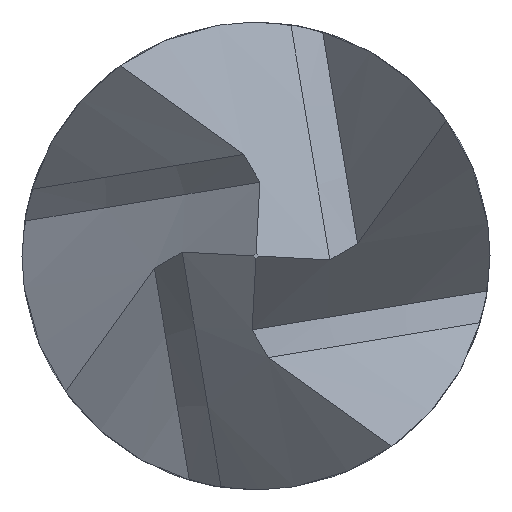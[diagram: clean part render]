
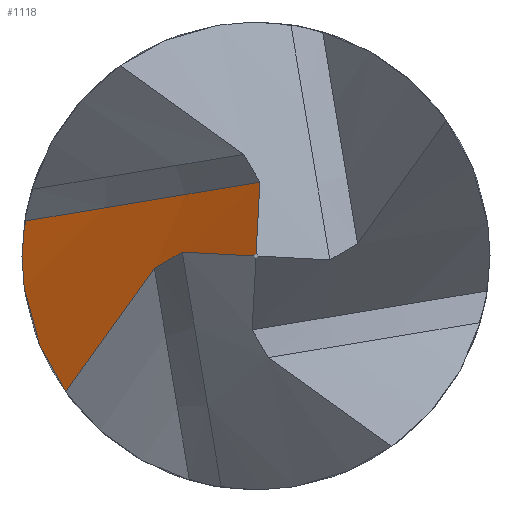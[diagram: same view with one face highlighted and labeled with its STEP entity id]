
A CAD part, left-side view. The second image highlights one B-rep face of the part: STEP entity #1118.
In plain terms, the highlighted free-form (B-spline) face has degree [1, 3] with [2, 4] control points.
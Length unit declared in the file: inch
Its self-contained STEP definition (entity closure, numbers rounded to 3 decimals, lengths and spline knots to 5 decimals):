
#1 = CARTESIAN_POINT ( 'NONE',  ( -0.31, 0.00034, 0.00001 ) ) ;
#12 = CARTESIAN_POINT ( 'NONE',  ( -0.30512, 0.00335, 0.00014 ) ) ;
#15 = CARTESIAN_POINT ( 'NONE',  ( -0.3027, 0.00487, 0.00022 ) ) ;
#18 = CARTESIAN_POINT ( 'NONE',  ( -0.3001, 0.0065, 0.0003 ) ) ;
#100 = CARTESIAN_POINT ( 'NONE',  ( -0.29948, -0.00033, 0.0069 ) ) ;
#111 = CARTESIAN_POINT ( 'NONE',  ( -0.29496, 0.00982, 0.00051 ) ) ;
#138 = CARTESIAN_POINT ( 'NONE',  ( -0.29701, 0.01832, -0.00833 ) ) ;
#147 = VERTEX_POINT ( 'NONE', #620 ) ;
#174 = EDGE_CURVE ( 'NONE', #1038, #431, #526, .T. ) ;
#197 = CARTESIAN_POINT ( 'NONE',  ( -0.29496, -0.00051, 0.00982 ) ) ;
#207 = CARTESIAN_POINT ( 'NONE',  ( -0.29411, 0.01471, -0.00331 ) ) ;
#211 = CARTESIAN_POINT ( 'NONE',  ( -0.29722, -0.00041, 0.00835 ) ) ;
#213 = CARTESIAN_POINT ( 'NONE',  ( -0.29314, 0.01351, -0.00164 ) ) ;
#219 = CARTESIAN_POINT ( 'NONE',  ( -0.30266, 0.02531, -0.01808 ) ) ;
#221 = EDGE_CURVE ( 'NONE', #414, #517, #1014, .T. ) ;
#225 = CARTESIAN_POINT ( 'NONE',  ( -0.29604, 0.01712, -0.00666 ) ) ;
#226 = CIRCLE ( 'NONE', #1566, 0.3751 ) ;
#234 = CARTESIAN_POINT ( 'NONE',  ( -0.29798, 0.01952, -0.01001 ) ) ;
#261 = CARTESIAN_POINT ( 'NONE',  ( -0.29508, 0.01591, -0.00499 ) ) ;
#276 = CARTESIAN_POINT ( 'NONE',  ( -0.29314, 0.01351, -0.00164 ) ) ;
#285 = CARTESIAN_POINT ( 'NONE',  ( -0.29895, 0.02072, -0.01168 ) ) ;
#329 = CARTESIAN_POINT ( 'NONE',  ( -0.31, -0.00001, 0.00034 ) ) ;
#368 = CARTESIAN_POINT ( 'NONE',  ( -0.31, 0.0001, 0.00023 ) ) ;
#382 = CARTESIAN_POINT ( 'NONE',  ( -0.30089, 0.02312, -0.01503 ) ) ;
#398 = VERTEX_POINT ( 'NONE', #627 ) ;
#409 = CARTESIAN_POINT ( 'NONE',  ( -0.29752, 0.00815, 0.0004 ) ) ;
#414 = VERTEX_POINT ( 'NONE', #741 ) ;
#423 = CARTESIAN_POINT ( 'NONE',  ( -0.31, -0.00001, 0.00034 ) ) ;
#431 = VERTEX_POINT ( 'NONE', #646 ) ;
#451 = CARTESIAN_POINT ( 'NONE',  ( -0.30633, -0.0001, 0.0026 ) ) ;
#502 = CARTESIAN_POINT ( 'NONE',  ( -0.26129, 0.03075, 0.00464 ) ) ;
#517 = VERTEX_POINT ( 'NONE', #660 ) ;
#526 = B_SPLINE_CURVE_WITH_KNOTS ( 'NONE', 3,
 ( #1531, #1597, #1567, #1602, #1570, #502 ),
 .UNSPECIFIED., .F., .F.,
 ( 4, 2, 4 ),
 ( 0.00021, 0.00082, 0.00142 ),
 .UNSPECIFIED. ) ;
#545 = CARTESIAN_POINT ( 'NONE',  ( -0.30756, 0.00184, 0.00007 ) ) ;
#586 = ORIENTED_EDGE ( 'NONE', *, *, #1068, .T. ) ;
#613 = EDGE_CURVE ( 'NONE', #1038, #768, #1367, .T. ) ;
#620 = CARTESIAN_POINT ( 'NONE',  ( -0.29496, -0.00051, 0.00982 ) ) ;
#622 = EDGE_CURVE ( 'NONE', #768, #398, #1323, .T. ) ;
#627 = CARTESIAN_POINT ( 'NONE',  ( -0.29496, 0.00982, 0.00051 ) ) ;
#628 = ORIENTED_EDGE ( 'NONE', *, *, #1170, .T. ) ;
#646 = CARTESIAN_POINT ( 'NONE',  ( -0.26129, 0.03075, 0.00464 ) ) ;
#650 = EDGE_LOOP ( 'NONE', ( #1230, #586, #687, #628, #1049, #1318, #1211 ) ) ;
#660 = CARTESIAN_POINT ( 'NONE',  ( -0.31, 0.00034, 0.00001 ) ) ;
#661 = B_SPLINE_CURVE_WITH_KNOTS ( 'NONE', 3,
 ( #111, #409, #18, #15, #12, #545, #1 ),
 .UNSPECIFIED., .F., .F.,
 ( 4, 3, 4 ),
 ( 0., 0.00023, 0.00045 ),
 .UNSPECIFIED. ) ;
#687 = ORIENTED_EDGE ( 'NONE', *, *, #221, .F. ) ;
#707 = CARTESIAN_POINT ( 'NONE',  ( -0.30954, -0.00002, 0.00062 ) ) ;
#708 = CARTESIAN_POINT ( 'NONE',  ( -0.31, 0.00034, 0.00001 ) ) ;
#741 = CARTESIAN_POINT ( 'NONE',  ( -0.31, -0.00001, 0.00034 ) ) ;
#768 = VERTEX_POINT ( 'NONE', #1098 ) ;
#786 = EDGE_CURVE ( 'NONE', #431, #147, #226, .T. ) ;
#883 = CARTESIAN_POINT ( 'NONE',  ( -0.31, 0.00022, 0.00012 ) ) ;
#900 = B_SPLINE_CURVE_WITH_KNOTS ( 'NONE', 3,
 ( #423, #707, #1590, #1636, #451, #1185, #1219, #100, #211, #197 ),
 .UNSPECIFIED., .F., .F.,
 ( 4, 3, 3, 4 ),
 ( 0.00037, 0.00041, 0.00062, 0.00082 ),
 .UNSPECIFIED. ) ;
#1014 = B_SPLINE_CURVE_WITH_KNOTS ( 'NONE', 3,
 ( #329, #368, #883, #708 ),
 .UNSPECIFIED., .F., .F.,
 ( 4, 4 ),
 ( 0.00042, 0.00044 ),
 .UNSPECIFIED. ) ;
#1031 = FACE_OUTER_BOUND ( 'NONE', #650, .T. ) ;
#1038 = VERTEX_POINT ( 'NONE', #219 ) ;
#1048 = DIRECTION ( 'NONE',  ( 0., -0.163, -0.987 ) ) ;
#1049 = ORIENTED_EDGE ( 'NONE', *, *, #786, .F. ) ;
#1053 = CARTESIAN_POINT ( 'NONE',  ( -0.53472, 0.28408, -0.03728 ) ) ;
#1068 = EDGE_CURVE ( 'NONE', #398, #517, #661, .T. ) ;
#1098 = CARTESIAN_POINT ( 'NONE',  ( -0.29314, 0.01351, -0.00164 ) ) ;
#1118 = ADVANCED_FACE ( 'NONE', ( #1031 ), #1513, .T. ) ;
#1170 = EDGE_CURVE ( 'NONE', #414, #147, #900, .T. ) ;
#1185 = CARTESIAN_POINT ( 'NONE',  ( -0.30404, -0.00017, 0.00402 ) ) ;
#1211 = ORIENTED_EDGE ( 'NONE', *, *, #613, .T. ) ;
#1219 = CARTESIAN_POINT ( 'NONE',  ( -0.30176, -0.00025, 0.00546 ) ) ;
#1230 = ORIENTED_EDGE ( 'NONE', *, *, #622, .T. ) ;
#1239 = CARTESIAN_POINT ( 'NONE',  ( -0.26106, 0.031, 0.0046 ) ) ;
#1318 = ORIENTED_EDGE ( 'NONE', *, *, #174, .F. ) ;
#1323 = B_SPLINE_CURVE_WITH_KNOTS ( 'NONE', 3,
 ( #276, #1565, #1638, #1628 ),
 .UNSPECIFIED., .F., .F.,
 ( 4, 4 ),
 ( 0., 0.00012 ),
 .UNSPECIFIED. ) ;
#1331 = DIRECTION ( 'NONE',  ( -1., 0., 0. ) ) ;
#1367 = B_SPLINE_CURVE_WITH_KNOTS ( 'NONE', 3,
 ( #1497, #1491, #1518, #1504, #382, #1563, #285, #234, #138, #225, #261, #207, #213 ),
 .UNSPECIFIED., .F., .F.,
 ( 4, 3, 3, 3, 4 ),
 ( 0.00013, 0.00017, 0.00035, 0.00052, 0.00069 ),
 .UNSPECIFIED. ) ;
#1491 = CARTESIAN_POINT ( 'NONE',  ( -0.3024, 0.02498, -0.01762 ) ) ;
#1495 = CARTESIAN_POINT ( 'NONE',  ( -0.27412, 0.01724, 0.00688 ) ) ;
#1497 = CARTESIAN_POINT ( 'NONE',  ( -0.30266, 0.02531, -0.01808 ) ) ;
#1504 = CARTESIAN_POINT ( 'NONE',  ( -0.30186, 0.02432, -0.0167 ) ) ;
#1513 =( BOUNDED_SURFACE ( )  B_SPLINE_SURFACE ( 1, 3, ( 
 ( #1239, #1495, #1517, #1522 ),
 ( #1578, #1584, #1601, #1621 ) ),
 .UNSPECIFIED., .F., .F., .T. ) 
 B_SPLINE_SURFACE_WITH_KNOTS ( ( 2, 2 ),
 ( 4, 4 ),
 ( 0., 1. ),
 ( 0., 1. ),
 .UNSPECIFIED. ) 
 GEOMETRIC_REPRESENTATION_ITEM ( )  RATIONAL_B_SPLINE_SURFACE ( (
 ( 1., 0.998, 0.998, 1.),
 ( 1., 0.998, 0.998, 1.) ) ) 
 REPRESENTATION_ITEM ( '' )  SURFACE ( )  );
#1517 = CARTESIAN_POINT ( 'NONE',  ( -0.28822, 0.00451, 0.00898 ) ) ;
#1518 = CARTESIAN_POINT ( 'NONE',  ( -0.30213, 0.02465, -0.01716 ) ) ;
#1522 = CARTESIAN_POINT ( 'NONE',  ( -0.30325, -0.00712, 0.01091 ) ) ;
#1531 = CARTESIAN_POINT ( 'NONE',  ( -0.30266, 0.02531, -0.01808 ) ) ;
#1563 = CARTESIAN_POINT ( 'NONE',  ( -0.29992, 0.02192, -0.01335 ) ) ;
#1565 = CARTESIAN_POINT ( 'NONE',  ( -0.29374, 0.01228, -0.00092 ) ) ;
#1566 = AXIS2_PLACEMENT_3D ( 'NONE', #1053, #1048, #1331 ) ;
#1567 = CARTESIAN_POINT ( 'NONE',  ( -0.2883, 0.02895, -0.01201 ) ) ;
#1570 = CARTESIAN_POINT ( 'NONE',  ( -0.2676, 0.0315, -0.00029 ) ) ;
#1578 = CARTESIAN_POINT ( 'NONE',  ( -0.28186, 0.04556, -0.02157 ) ) ;
#1584 = CARTESIAN_POINT ( 'NONE',  ( -0.29398, 0.03285, -0.01947 ) ) ;
#1590 = CARTESIAN_POINT ( 'NONE',  ( -0.30908, -0.00003, 0.0009 ) ) ;
#1597 = CARTESIAN_POINT ( 'NONE',  ( -0.29545, 0.02731, -0.01527 ) ) ;
#1601 = CARTESIAN_POINT ( 'NONE',  ( -0.30705, 0.02109, -0.01752 ) ) ;
#1602 = CARTESIAN_POINT ( 'NONE',  ( -0.27433, 0.03102, -0.00448 ) ) ;
#1621 = CARTESIAN_POINT ( 'NONE',  ( -0.32098, 0.01035, -0.01574 ) ) ;
#1628 = CARTESIAN_POINT ( 'NONE',  ( -0.29496, 0.00982, 0.00051 ) ) ;
#1636 = CARTESIAN_POINT ( 'NONE',  ( -0.30862, -0.00005, 0.00119 ) ) ;
#1638 = CARTESIAN_POINT ( 'NONE',  ( -0.29434, 0.01104, -0.00021 ) ) ;
